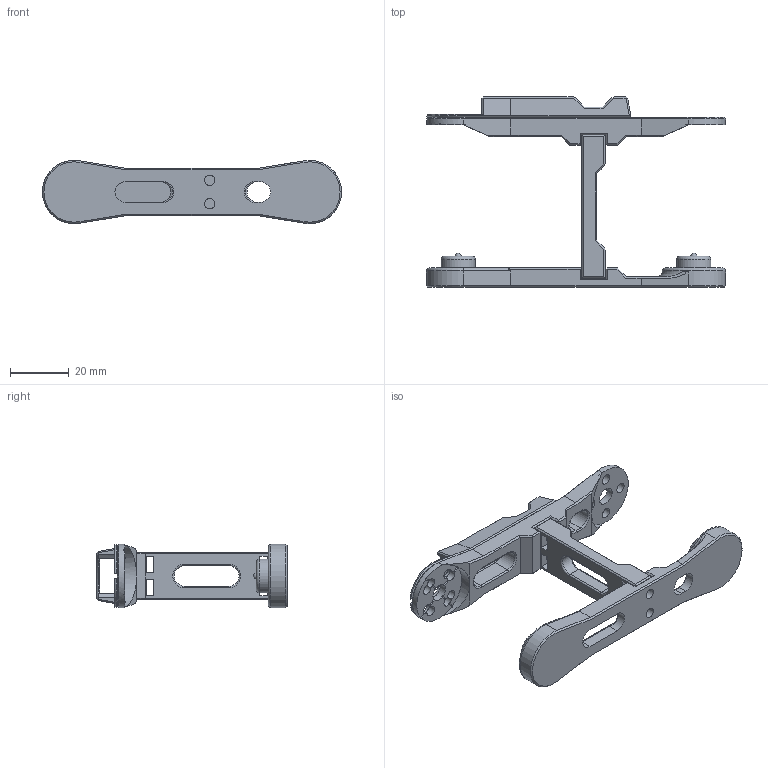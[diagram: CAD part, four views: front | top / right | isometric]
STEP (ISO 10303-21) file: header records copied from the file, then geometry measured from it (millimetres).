
FILE_DESCRIPTION(/* description */ (''),/* implementation_level */ '2;1');
FILE_NAME(/* name */ 'FemurAssembly.step',/* time_stamp */ '2023-02-27T21:23:42-06:00',/* author */ (''),/* organization */ (''),/* preprocessor_version */ 'ST-DEVELOPER v19.2',/* originating_system */ 'Autodesk Translation Framework v11.17.0.187',/* authorisation */ '');
FILE_SCHEMA (('AUTOMOTIVE_DESIGN { 1 0 10303 214 3 1 1 }'));
Length unit declared in the file: millimetre
Products named in the file (5): FemurAssembly; FemurSide1; LegRib; FemurSide2; FemurWireChannel
Assembly tree (4 placements, depth 2):
  FemurAssembly
    FemurSide1
    LegRib
    FemurSide2
    FemurWireChannel
Bounding box: 101.5 x 64.6 x 21.5 mm (x, y, z)
Volume: 21921.9 mm3; surface area: 17075.7 mm2
Topology: 4 solids, 4 shells, 362 faces, 951 edges, 594 vertices
Faces by surface type: plane 240, cylinder 85, torus 19, cone 9, bspline 7, sphere 2
Full cylindrical faces by diameter (mm): 0.6 x2, 3.5 x18, 6 x2, 11.5 x2
Entity records: 11719 total; most frequent: CARTESIAN_POINT 2502, ORIENTED_EDGE 1896, DIRECTION 1856, EDGE_CURVE 948, LINE 664, VECTOR 664, AXIS2_PLACEMENT_3D 596, VERTEX_POINT 594
